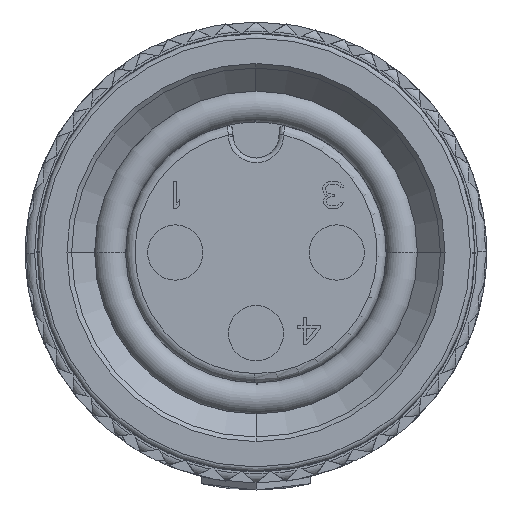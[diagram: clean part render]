
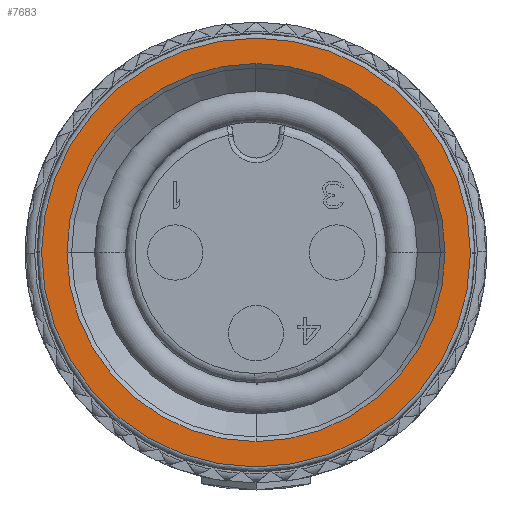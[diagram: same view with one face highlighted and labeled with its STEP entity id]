
A CAD part, front view. The second image highlights one B-rep face of the part: STEP entity #7683.
In plain terms, the highlighted planar face has unit normal (0, -1, 0).
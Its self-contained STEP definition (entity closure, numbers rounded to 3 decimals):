
#7683=ADVANCED_FACE('',(#16314,#16315),#16316,.T.);
#7701=EDGE_CURVE('',#16343,#16340,#16344,.T.);
#7705=EDGE_CURVE('',#16340,#16349,#16350,.T.);
#7713=EDGE_CURVE('',#16362,#16363,#16364,.T.);
#7719=EDGE_CURVE('',#16372,#16373,#16374,.T.);
#9825=EDGE_CURVE('',#16373,#16362,#19138,.T.);
#9827=EDGE_CURVE('',#16363,#16372,#19140,.T.);
#9837=EDGE_CURVE('',#19151,#16343,#19152,.T.);
#9839=EDGE_CURVE('',#16349,#19151,#19154,.T.);
#16314=FACE_OUTER_BOUND('',#72800,.T.);
#16315=FACE_BOUND('',#72801,.T.);
#16316=PLANE('',#72802);
#16340=VERTEX_POINT('',#72830);
#16343=VERTEX_POINT('',#72835);
#16344=CIRCLE('',#72836,4.1);
#16349=VERTEX_POINT('',#72843);
#16350=CIRCLE('',#72844,4.1);
#16362=VERTEX_POINT('',#72860);
#16363=VERTEX_POINT('',#72861);
#16364=CIRCLE('',#72862,4.65);
#16372=VERTEX_POINT('',#72873);
#16373=VERTEX_POINT('',#72874);
#16374=CIRCLE('',#72875,4.65);
#19138=CIRCLE('',#79567,4.65);
#19140=CIRCLE('',#79570,4.65);
#19151=VERTEX_POINT('',#79588);
#19152=CIRCLE('',#79589,4.1);
#19154=CIRCLE('',#79592,4.1);
#72800=EDGE_LOOP('',(#100682,#100683,#100684,#100685));
#72801=EDGE_LOOP('',(#100686,#100687,#100688,#100689));
#72802=AXIS2_PLACEMENT_3D('',#100690,#100691,#100692);
#72830=CARTESIAN_POINT('',(4.1,-8.5,0.0));
#72835=CARTESIAN_POINT('',(0.,-8.5,4.1));
#72836=AXIS2_PLACEMENT_3D('',#100740,#100741,#100742);
#72843=CARTESIAN_POINT('',(0.,-8.5,-4.1));
#72844=AXIS2_PLACEMENT_3D('',#100746,#100747,#100748);
#72860=CARTESIAN_POINT('',(4.65,-8.5,0.0));
#72861=CARTESIAN_POINT('',(-4.65,-8.5,0.024));
#72862=AXIS2_PLACEMENT_3D('',#100758,#100759,#100760);
#72873=CARTESIAN_POINT('',(-4.65,-8.5,0.0));
#72874=CARTESIAN_POINT('',(4.65,-8.5,-0.024));
#72875=AXIS2_PLACEMENT_3D('',#100767,#100768,#100769);
#79567=AXIS2_PLACEMENT_3D('',#102290,#102291,#102292);
#79570=AXIS2_PLACEMENT_3D('',#102293,#102294,#102295);
#79588=CARTESIAN_POINT('',(-4.1,-8.5,0.0));
#79589=AXIS2_PLACEMENT_3D('',#102304,#102305,#102306);
#79592=AXIS2_PLACEMENT_3D('',#102307,#102308,#102309);
#100682=ORIENTED_EDGE('',*,*,#7713,.T.);
#100683=ORIENTED_EDGE('',*,*,#9827,.T.);
#100684=ORIENTED_EDGE('',*,*,#7719,.T.);
#100685=ORIENTED_EDGE('',*,*,#9825,.T.);
#100686=ORIENTED_EDGE('',*,*,#9837,.T.);
#100687=ORIENTED_EDGE('',*,*,#7701,.T.);
#100688=ORIENTED_EDGE('',*,*,#7705,.T.);
#100689=ORIENTED_EDGE('',*,*,#9839,.T.);
#100690=CARTESIAN_POINT('',(0.0,-8.5,0.0));
#100691=DIRECTION('',(0.0,-1.0,0.0));
#100692=DIRECTION('',(0.0,0.0,-1.0));
#100740=CARTESIAN_POINT('',(0.0,-8.5,0.0));
#100741=DIRECTION('',(0.0,1.0,0.0));
#100742=DIRECTION('',(-1.0,0.0,0.0));
#100746=CARTESIAN_POINT('',(0.0,-8.5,0.0));
#100747=DIRECTION('',(-0.0,1.0,0.0));
#100748=DIRECTION('',(1.0,0.0,0.0));
#100758=CARTESIAN_POINT('',(0.0,-8.5,0.0));
#100759=DIRECTION('',(0.0,-1.0,0.0));
#100760=DIRECTION('',(1.0,0.0,0.0));
#100767=CARTESIAN_POINT('',(0.0,-8.5,0.0));
#100768=DIRECTION('',(0.0,-1.0,0.0));
#100769=DIRECTION('',(-1.0,0.0,0.0));
#102290=CARTESIAN_POINT('',(0.0,-8.5,0.0));
#102291=DIRECTION('',(0.0,-1.0,0.0));
#102292=DIRECTION('',(-1.0,0.0,0.0));
#102293=CARTESIAN_POINT('',(0.0,-8.5,0.0));
#102294=DIRECTION('',(0.0,-1.0,0.0));
#102295=DIRECTION('',(1.0,0.0,0.0));
#102304=CARTESIAN_POINT('',(0.0,-8.5,0.0));
#102305=DIRECTION('',(0.0,1.0,0.0));
#102306=DIRECTION('',(-1.0,0.0,0.0));
#102307=CARTESIAN_POINT('',(0.0,-8.5,0.0));
#102308=DIRECTION('',(-0.0,1.0,0.0));
#102309=DIRECTION('',(1.0,0.0,0.0));
